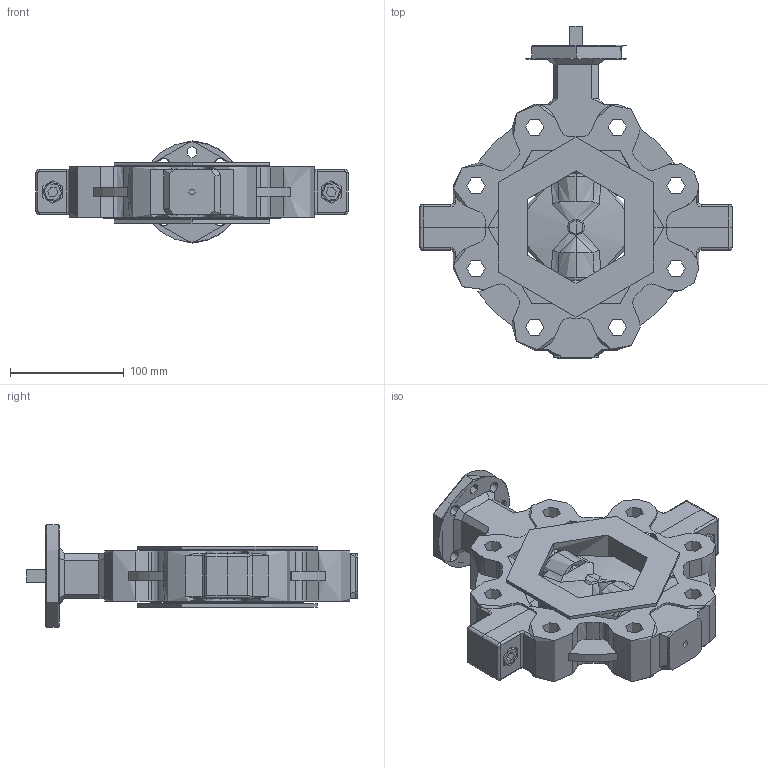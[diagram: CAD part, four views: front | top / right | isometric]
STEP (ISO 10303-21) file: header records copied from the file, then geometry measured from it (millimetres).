
FILE_DESCRIPTION (( 'STEP AP214' ), '1' );
FILE_NAME ('AS-L1-0400-PMR-XA.step', '2019-08-26T11:38:02', ( '' ), ( '' ), 'SwSTEP 2.0', 'SolidWorks 2019', '' );
FILE_SCHEMA (( 'AUTOMOTIVE_DESIGN' ));
Length unit declared in the file: inch
Products named in the file (2): AS-L1-0400-PMR-XA
Bounding box: 275 x 292.02 x 90 mm (x, y, z)
Topology: 0 solids, 11 shells, 376 faces, 1076 edges, 702 vertices
Faces by surface type: cylinder 187, plane 109, cone 38, torus 28, bspline 14
Full cylindrical faces by diameter (mm): 4 x1, 40 x1
Entity records: 19090 total; most frequent: CARTESIAN_POINT 4333, DIRECTION 2125, ORIENTED_EDGE 2000, EDGE_CURVE 1073, AXIS2_PLACEMENT_3D 820, VERTEX_POINT 702, LINE 485, VECTOR 485
